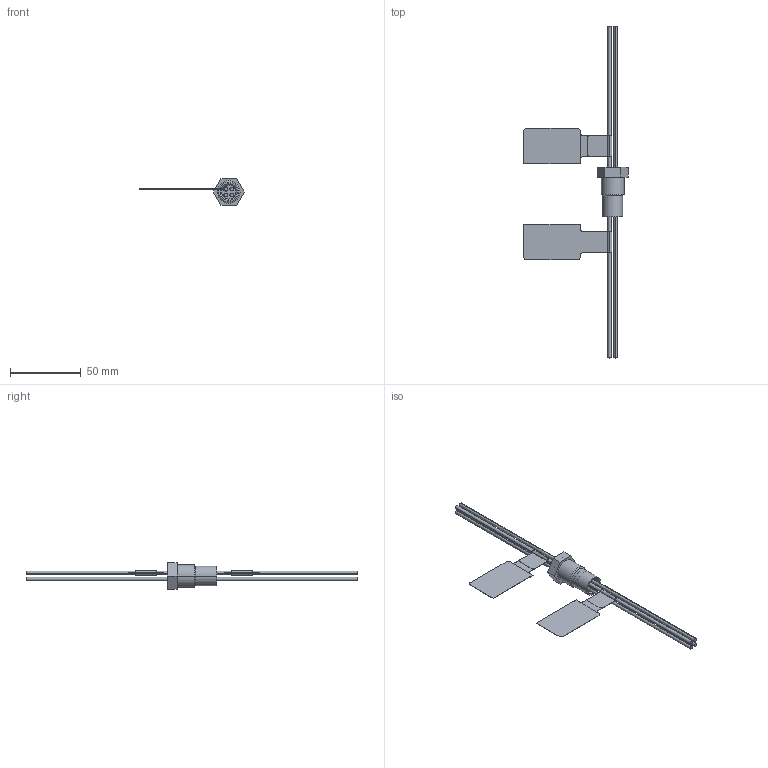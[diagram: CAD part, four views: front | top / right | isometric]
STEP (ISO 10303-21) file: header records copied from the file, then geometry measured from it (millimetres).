
FILE_DESCRIPTION (( 'STEP AP203' ), '1' );
FILE_NAME ('8174_110-0402-11.STEP', '2015-03-10T07:56:00', ( '' ), ( '' ), 'SwSTEP 2.0', 'SolidWorks 2015', '' );
FILE_SCHEMA (( 'CONFIG_CONTROL_DESIGN' ));
Length unit declared in the file: millimetre
Products named in the file (9): 81_740_28_01_0_AA_Leitung; 81_740_28_01_0_AA_Giessharz; 81_749_70_95_0_81_749_67_95_0; 8174_110-0402-11; 81_749_03_37_0_81 749 03 37 0; 81_749_98_85_0_eingebaut
Assembly tree (9 placements, depth 2):
  8174_110-0402-11
    81_749_03_37_0_81 749 03 37 0
    81_749_70_95_0_81_749_67_95_0
    81_740_28_01_0_AA_Leitung
    81_740_28_01_0_AA_Leitung
    81_740_28_01_0_AA_Leitung
    81_740_28_01_0_AA_Leitung
    81_740_28_01_0_AA_Giessharz
    81_749_98_85_0_eingebaut  x2
Bounding box: 73.94 x 235 x 19 mm (x, y, z)
Volume: 11360.2 mm3; surface area: 20166.6 mm2
Topology: 9 solids, 9 shells, 172 faces, 398 edges, 262 vertices
Faces by surface type: cylinder 106, plane 58, cone 8
Entity records: 5060 total; most frequent: DIRECTION 805, CARTESIAN_POINT 680, ORIENTED_EDGE 634, AXIS2_PLACEMENT_3D 333, EDGE_CURVE 317, VERTEX_POINT 208, EDGE_LOOP 181, CIRCLE 178
